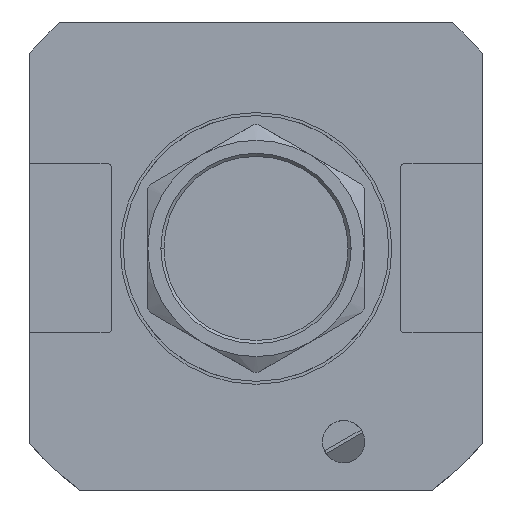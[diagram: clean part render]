
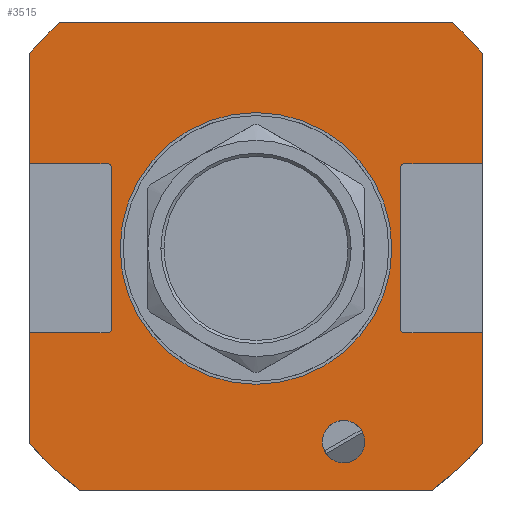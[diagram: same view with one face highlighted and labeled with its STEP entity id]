
A CAD part, left-side view. The second image highlights one B-rep face of the part: STEP entity #3515.
In plain terms, the highlighted planar face has unit normal (-1, 0, 0).
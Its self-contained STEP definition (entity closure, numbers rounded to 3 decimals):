
#544=DIRECTION('',(0.,-1.,0.));
#545=VECTOR('',#544,13.);
#546=CARTESIAN_POINT('',(-35.2,37.5,-14.));
#547=LINE('',#546,#545);
#548=DIRECTION('',(0.,-1.,0.));
#549=VECTOR('',#548,64.622);
#550=CARTESIAN_POINT('',(-35.2,32.311,37.5));
#551=LINE('',#550,#549);
#552=DIRECTION('',(0.,0.,-1.));
#553=VECTOR('',#552,27.);
#554=CARTESIAN_POINT('',(-35.2,-24.,13.5));
#555=LINE('',#554,#553);
#556=DIRECTION('',(0.,-1.,0.));
#557=VECTOR('',#556,13.);
#558=CARTESIAN_POINT('',(-35.2,-24.5,-14.));
#559=LINE('',#558,#557);
#560=DIRECTION('',(0.,1.,0.));
#561=VECTOR('',#560,58.318);
#562=CARTESIAN_POINT('',(-35.2,-29.159,-40.));
#563=LINE('',#562,#561);
#568=CARTESIAN_POINT('',(-35.2,24.5,-13.5));
#569=DIRECTION('',(1.,0.,0.));
#570=DIRECTION('',(0.,-1.,0.));
#571=AXIS2_PLACEMENT_3D('',#568,#569,#570);
#599=CARTESIAN_POINT('',(-35.2,24.5,13.5));
#600=DIRECTION('',(1.,0.,0.));
#601=DIRECTION('',(0.,0.,1.));
#602=AXIS2_PLACEMENT_3D('',#599,#600,#601);
#608=DIRECTION('',(0.,-1.,0.));
#609=VECTOR('',#608,13.);
#610=CARTESIAN_POINT('',(-35.2,37.5,14.));
#611=LINE('',#610,#609);
#616=DIRECTION('',(0.,0.,1.));
#617=VECTOR('',#616,18.311);
#618=CARTESIAN_POINT('',(-35.2,37.5,-32.311));
#619=LINE('',#618,#617);
#620=DIRECTION('',(0.,0.,-1.));
#621=VECTOR('',#620,18.311);
#622=CARTESIAN_POINT('',(-35.2,37.5,32.311));
#623=LINE('',#622,#621);
#636=CARTESIAN_POINT('',(-35.2,0.,0.));
#637=DIRECTION('',(-1.,0.,0.));
#638=DIRECTION('',(0.,0.758,-0.653));
#639=AXIS2_PLACEMENT_3D('',#636,#637,#638);
#649=CARTESIAN_POINT('',(-35.2,0.,0.));
#650=DIRECTION('',(-1.,0.,0.));
#651=DIRECTION('',(0.,-0.589,-0.808));
#652=AXIS2_PLACEMENT_3D('',#649,#650,#651);
#662=DIRECTION('',(0.,0.,-1.));
#663=VECTOR('',#662,18.311);
#664=CARTESIAN_POINT('',(-35.2,-37.5,32.311));
#665=LINE('',#664,#663);
#666=DIRECTION('',(0.,0.,1.));
#667=VECTOR('',#666,18.311);
#668=CARTESIAN_POINT('',(-35.2,-37.5,-32.311));
#669=LINE('',#668,#667);
#674=CARTESIAN_POINT('',(-35.2,-24.5,-13.5));
#675=DIRECTION('',(1.,0.,0.));
#676=DIRECTION('',(0.,0.,-1.));
#677=AXIS2_PLACEMENT_3D('',#674,#675,#676);
#713=CARTESIAN_POINT('',(-35.2,-24.5,13.5));
#714=DIRECTION('',(1.,0.,0.));
#715=DIRECTION('',(0.,1.,0.));
#716=AXIS2_PLACEMENT_3D('',#713,#714,#715);
#722=DIRECTION('',(0.,-1.,0.));
#723=VECTOR('',#722,13.);
#724=CARTESIAN_POINT('',(-35.2,-24.5,14.));
#725=LINE('',#724,#723);
#734=CARTESIAN_POINT('',(-35.2,0.,0.));
#735=DIRECTION('',(-1.,0.,0.));
#736=DIRECTION('',(0.,-0.758,0.653));
#737=AXIS2_PLACEMENT_3D('',#734,#735,#736);
#743=CARTESIAN_POINT('',(-35.2,0.,0.));
#744=DIRECTION('',(-1.,0.,0.));
#745=DIRECTION('',(0.,0.653,0.758));
#746=AXIS2_PLACEMENT_3D('',#743,#744,#745);
#756=DIRECTION('',(0.,0.,-1.));
#757=VECTOR('',#756,27.);
#758=CARTESIAN_POINT('',(-35.2,24.,13.5));
#759=LINE('',#758,#757);
#764=CARTESIAN_POINT('',(-35.2,0.,0.));
#765=DIRECTION('',(-1.,0.,0.));
#766=DIRECTION('',(0.,1.,0.));
#767=AXIS2_PLACEMENT_3D('',#764,#765,#766);
#774=CARTESIAN_POINT('',(-35.2,0.,0.));
#775=DIRECTION('',(-1.,0.,0.));
#776=DIRECTION('',(0.,-1.,0.));
#777=AXIS2_PLACEMENT_3D('',#774,#775,#776);
#1060=CARTESIAN_POINT('',(-35.2,-14.5,-32.));
#1061=DIRECTION('',(1.,0.,0.));
#1062=DIRECTION('',(0.,0.5,0.866));
#1063=AXIS2_PLACEMENT_3D('',#1060,#1061,#1062);
#1065=CARTESIAN_POINT('',(-35.2,-14.5,-32.));
#1066=DIRECTION('',(1.,0.,0.));
#1067=DIRECTION('',(0.,-0.5,-0.866));
#1068=AXIS2_PLACEMENT_3D('',#1065,#1066,#1067);
#2590=CARTESIAN_POINT('',(-35.2,-37.5,-14.));
#2592=VERTEX_POINT('',#2590);
#2593=CARTESIAN_POINT('',(-35.2,-37.5,-32.311));
#2594=VERTEX_POINT('',#2593);
#2595=CARTESIAN_POINT('',(-35.2,-37.5,32.311));
#2596=CARTESIAN_POINT('',(-35.2,-37.5,14.));
#2597=VERTEX_POINT('',#2595);
#2598=VERTEX_POINT('',#2596);
#2605=CARTESIAN_POINT('',(-35.2,29.159,-40.));
#2606=VERTEX_POINT('',#2605);
#2607=CARTESIAN_POINT('',(-35.2,-29.159,-40.));
#2608=VERTEX_POINT('',#2607);
#2609=CARTESIAN_POINT('',(-35.2,37.5,-32.311));
#2610=VERTEX_POINT('',#2609);
#2611=CARTESIAN_POINT('',(-35.2,-32.311,37.5));
#2612=VERTEX_POINT('',#2611);
#2613=CARTESIAN_POINT('',(-35.2,32.311,37.5));
#2614=VERTEX_POINT('',#2613);
#2615=CARTESIAN_POINT('',(-35.2,37.5,32.311));
#2616=VERTEX_POINT('',#2615);
#2621=CARTESIAN_POINT('',(-35.2,22.5,0.));
#2622=CARTESIAN_POINT('',(-35.2,-22.5,0.));
#2623=VERTEX_POINT('',#2621);
#2624=VERTEX_POINT('',#2622);
#2637=CARTESIAN_POINT('',(-35.2,24.5,14.));
#2638=VERTEX_POINT('',#2637);
#2639=CARTESIAN_POINT('',(-35.2,24.,13.5));
#2640=VERTEX_POINT('',#2639);
#2642=CARTESIAN_POINT('',(-35.2,24.5,-14.));
#2644=VERTEX_POINT('',#2642);
#2647=CARTESIAN_POINT('',(-35.2,24.,-13.5));
#2648=VERTEX_POINT('',#2647);
#2653=CARTESIAN_POINT('',(-35.2,-24.5,-14.));
#2654=VERTEX_POINT('',#2653);
#2655=CARTESIAN_POINT('',(-35.2,-24.,-13.5));
#2656=VERTEX_POINT('',#2655);
#2658=CARTESIAN_POINT('',(-35.2,-24.5,14.));
#2660=VERTEX_POINT('',#2658);
#2663=CARTESIAN_POINT('',(-35.2,-24.,13.5));
#2664=VERTEX_POINT('',#2663);
#2665=CARTESIAN_POINT('',(-35.2,37.5,-14.));
#2666=VERTEX_POINT('',#2665);
#2667=CARTESIAN_POINT('',(-35.2,37.5,14.));
#2668=VERTEX_POINT('',#2667);
#2697=CARTESIAN_POINT('',(-35.2,-12.75,-28.969));
#2698=CARTESIAN_POINT('',(-35.2,-16.25,-35.031));
#2699=VERTEX_POINT('',#2697);
#2700=VERTEX_POINT('',#2698);
#3457=CARTESIAN_POINT('',(-35.2,-24.,37.5));
#3458=DIRECTION('',(1.,0.,0.));
#3459=DIRECTION('',(0.,1.,0.));
#3460=AXIS2_PLACEMENT_3D('',#3457,#3458,#3459);
#3461=PLANE('',#3460);
#3463=ORIENTED_EDGE('',*,*,#3462,.T.);
#3465=ORIENTED_EDGE('',*,*,#3464,.F.);
#3467=ORIENTED_EDGE('',*,*,#3466,.F.);
#3469=ORIENTED_EDGE('',*,*,#3468,.F.);
#3471=ORIENTED_EDGE('',*,*,#3470,.F.);
#3473=ORIENTED_EDGE('',*,*,#3472,.F.);
#3475=ORIENTED_EDGE('',*,*,#3474,.F.);
#3476=ORIENTED_EDGE('',*,*,#3447,.T.);
#3478=ORIENTED_EDGE('',*,*,#3477,.F.);
#3480=ORIENTED_EDGE('',*,*,#3479,.T.);
#3482=ORIENTED_EDGE('',*,*,#3481,.F.);
#3484=ORIENTED_EDGE('',*,*,#3483,.F.);
#3486=ORIENTED_EDGE('',*,*,#3485,.T.);
#3488=ORIENTED_EDGE('',*,*,#3487,.F.);
#3490=ORIENTED_EDGE('',*,*,#3489,.T.);
#3492=ORIENTED_EDGE('',*,*,#3491,.F.);
#3494=ORIENTED_EDGE('',*,*,#3493,.F.);
#3496=ORIENTED_EDGE('',*,*,#3495,.T.);
#3498=ORIENTED_EDGE('',*,*,#3497,.F.);
#3500=ORIENTED_EDGE('',*,*,#3499,.T.);
#3501=EDGE_LOOP('',(#3463,#3465,#3467,#3469,#3471,#3473,#3475,#3476,#3478,#3480,
#3482,#3484,#3486,#3488,#3490,#3492,#3494,#3496,#3498,#3500));
#3502=FACE_OUTER_BOUND('',#3501,.F.);
#3504=ORIENTED_EDGE('',*,*,#3503,.T.);
#3506=ORIENTED_EDGE('',*,*,#3505,.T.);
#3507=EDGE_LOOP('',(#3504,#3506));
#3508=FACE_BOUND('',#3507,.F.);
#3510=ORIENTED_EDGE('',*,*,#3509,.F.);
#3512=ORIENTED_EDGE('',*,*,#3511,.F.);
#3513=EDGE_LOOP('',(#3510,#3512));
#3514=FACE_BOUND('',#3513,.F.);
#3515=ADVANCED_FACE('',(#3502,#3508,#3514),#3461,.F.);
#572=CIRCLE('',#571,0.5);
#603=CIRCLE('',#602,0.5);
#640=CIRCLE('',#639,49.5);
#653=CIRCLE('',#652,49.5);
#678=CIRCLE('',#677,0.5);
#717=CIRCLE('',#716,0.5);
#738=CIRCLE('',#737,49.5);
#747=CIRCLE('',#746,49.5);
#768=CIRCLE('',#767,22.5);
#778=CIRCLE('',#777,22.5);
#1064=CIRCLE('',#1063,3.5);
#1069=CIRCLE('',#1068,3.5);
#3447=EDGE_CURVE('',#2614,#2612,#551,.T.);
#3462=EDGE_CURVE('',#2666,#2644,#547,.T.);
#3464=EDGE_CURVE('',#2648,#2644,#572,.T.);
#3466=EDGE_CURVE('',#2640,#2648,#759,.T.);
#3468=EDGE_CURVE('',#2638,#2640,#603,.T.);
#3470=EDGE_CURVE('',#2668,#2638,#611,.T.);
#3472=EDGE_CURVE('',#2616,#2668,#623,.T.);
#3474=EDGE_CURVE('',#2614,#2616,#747,.T.);
#3477=EDGE_CURVE('',#2597,#2612,#738,.T.);
#3479=EDGE_CURVE('',#2597,#2598,#665,.T.);
#3481=EDGE_CURVE('',#2660,#2598,#725,.T.);
#3483=EDGE_CURVE('',#2664,#2660,#717,.T.);
#3485=EDGE_CURVE('',#2664,#2656,#555,.T.);
#3487=EDGE_CURVE('',#2654,#2656,#678,.T.);
#3489=EDGE_CURVE('',#2654,#2592,#559,.T.);
#3491=EDGE_CURVE('',#2594,#2592,#669,.T.);
#3493=EDGE_CURVE('',#2608,#2594,#653,.T.);
#3495=EDGE_CURVE('',#2608,#2606,#563,.T.);
#3497=EDGE_CURVE('',#2610,#2606,#640,.T.);
#3499=EDGE_CURVE('',#2610,#2666,#619,.T.);
#3503=EDGE_CURVE('',#2623,#2624,#768,.T.);
#3505=EDGE_CURVE('',#2624,#2623,#778,.T.);
#3509=EDGE_CURVE('',#2699,#2700,#1064,.T.);
#3511=EDGE_CURVE('',#2700,#2699,#1069,.T.);
